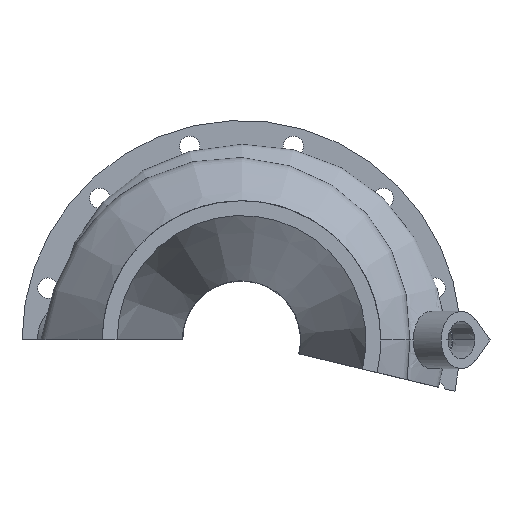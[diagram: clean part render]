
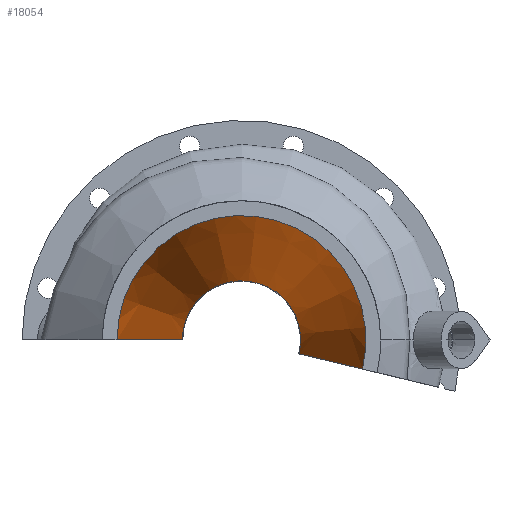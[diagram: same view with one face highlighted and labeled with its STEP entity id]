
A CAD part, front view. The second image highlights one B-rep face of the part: STEP entity #18054.
In plain terms, the highlighted conical face has half-angle 15 degrees and reference radius 41.402 mm.
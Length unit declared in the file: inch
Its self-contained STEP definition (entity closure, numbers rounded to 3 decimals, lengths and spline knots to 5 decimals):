
#513 = VECTOR ( 'NONE', #16451, 39.37008 ) ;
#601 = LINE ( 'NONE', #11025, #19539 ) ;
#1111 = CARTESIAN_POINT ( 'NONE',  ( 0., -9.4334, 0. ) ) ;
#1665 = ORIENTED_EDGE ( 'NONE', *, *, #24815, .F. ) ;
#4877 = FACE_OUTER_BOUND ( 'NONE', #23733, .T. ) ;
#5487 = DIRECTION ( 'NONE',  ( 0., 0., -1. ) ) ;
#5553 = AXIS2_PLACEMENT_3D ( 'NONE', #1111, #7302, #5487 ) ;
#6078 = DIRECTION ( 'NONE',  ( 0., 0., -1. ) ) ;
#6864 = VERTEX_POINT ( 'NONE', #19198 ) ;
#7302 = DIRECTION ( 'NONE',  ( 0., -1., 0. ) ) ;
#10222 = VERTEX_POINT ( 'NONE', #16154 ) ;
#11025 = CARTESIAN_POINT ( 'NONE',  ( 0., -6.54065, 0. ) ) ;
#11239 = ORIENTED_EDGE ( 'NONE', *, *, #12050, .T. ) ;
#11729 = AXIS2_PLACEMENT_3D ( 'NONE', #18028, #14038, #6078 ) ;
#11907 = VERTEX_POINT ( 'NONE', #22143 ) ;
#12050 = EDGE_CURVE ( 'NONE', #20435, #10222, #19404, .T. ) ;
#12549 = EDGE_CURVE ( 'NONE', #6864, #20435, #14639, .T. ) ;
#12880 = DIRECTION ( 'NONE',  ( 0., 0., -1. ) ) ;
#14038 = DIRECTION ( 'NONE',  ( 0., -1., 0. ) ) ;
#14069 = AXIS2_PLACEMENT_3D ( 'NONE', #16728, #22530, #12880 ) ;
#14639 = LINE ( 'NONE', #20193, #513 ) ;
#14731 = DIRECTION ( 'NONE',  ( -0.259, -0.966, 0. ) ) ;
#16154 = CARTESIAN_POINT ( 'NONE',  ( -1.63, -12.62389, 0. ) ) ;
#16451 = DIRECTION ( 'NONE',  ( 0.252, -0.966, -0.06 ) ) ;
#16728 = CARTESIAN_POINT ( 'NONE',  ( 0., -12.62389, 0. ) ) ;
#17072 = CONICAL_SURFACE ( 'NONE', #11729, 1.63, 0.262 ) ;
#18028 = CARTESIAN_POINT ( 'NONE',  ( 0., -12.62389, 0. ) ) ;
#18054 = ADVANCED_FACE ( 'NONE', ( #4877 ), #17072, .F. ) ;
#18557 = EDGE_CURVE ( 'NONE', #11907, #10222, #601, .T. ) ;
#19198 = CARTESIAN_POINT ( 'NONE',  ( 0.75369, -9.4334, -0.18095 ) ) ;
#19404 = CIRCLE ( 'NONE', #14069, 1.63 ) ;
#19539 = VECTOR ( 'NONE', #14731, 39.37008 ) ;
#20193 = CARTESIAN_POINT ( 'NONE',  ( 0., -6.54065, 0. ) ) ;
#20435 = VERTEX_POINT ( 'NONE', #22897 ) ;
#22143 = CARTESIAN_POINT ( 'NONE',  ( -0.77511, -9.4334, 0. ) ) ;
#22386 = CIRCLE ( 'NONE', #5553, 0.77511 ) ;
#22530 = DIRECTION ( 'NONE',  ( 0., -1., 0. ) ) ;
#22897 = CARTESIAN_POINT ( 'NONE',  ( 1.58496, -12.62389, -0.38052 ) ) ;
#23733 = EDGE_LOOP ( 'NONE', ( #1665, #24492, #11239, #24619 ) ) ;
#24492 = ORIENTED_EDGE ( 'NONE', *, *, #12549, .T. ) ;
#24619 = ORIENTED_EDGE ( 'NONE', *, *, #18557, .F. ) ;
#24815 = EDGE_CURVE ( 'NONE', #6864, #11907, #22386, .T. ) ;
